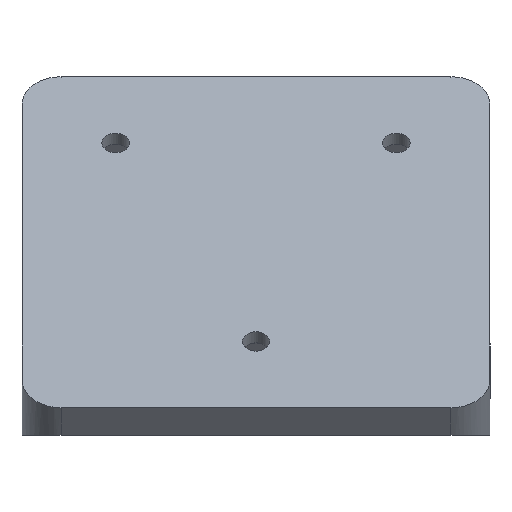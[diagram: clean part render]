
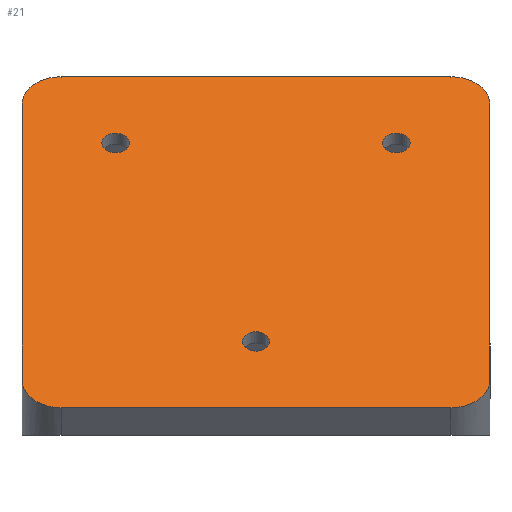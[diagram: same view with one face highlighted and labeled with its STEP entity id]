
A CAD part, left-side view. The second image highlights one B-rep face of the part: STEP entity #21.
In plain terms, the highlighted planar face has unit normal (-0.707, 0, 0.707).
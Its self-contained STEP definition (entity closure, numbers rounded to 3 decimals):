
#14=FACE_BOUND('',#116,.T.);
#15=FACE_BOUND('',#117,.T.);
#16=FACE_BOUND('',#118,.T.);
#21=ADVANCED_FACE('',(#68,#14,#15,#16),#792,.T.);
#68=FACE_OUTER_BOUND('',#115,.T.);
#115=EDGE_LOOP('',(#175,#176,#177,#178,#179,#180,#181,#182));
#116=EDGE_LOOP('',(#183,#184));
#117=EDGE_LOOP('',(#185,#186));
#118=EDGE_LOOP('',(#187,#188));
#175=ORIENTED_EDGE('',*,*,#425,.F.);
#176=ORIENTED_EDGE('',*,*,#416,.T.);
#177=ORIENTED_EDGE('',*,*,#424,.F.);
#178=ORIENTED_EDGE('',*,*,#415,.F.);
#179=ORIENTED_EDGE('',*,*,#422,.F.);
#180=ORIENTED_EDGE('',*,*,#414,.F.);
#181=ORIENTED_EDGE('',*,*,#423,.F.);
#182=ORIENTED_EDGE('',*,*,#417,.F.);
#183=ORIENTED_EDGE('',*,*,#516,.F.);
#184=ORIENTED_EDGE('',*,*,#494,.F.);
#185=ORIENTED_EDGE('',*,*,#519,.F.);
#186=ORIENTED_EDGE('',*,*,#498,.F.);
#187=ORIENTED_EDGE('',*,*,#522,.F.);
#188=ORIENTED_EDGE('',*,*,#502,.F.);
#414=EDGE_CURVE('',#691,#690,#643,.T.);
#415=EDGE_CURVE('',#693,#692,#644,.T.);
#416=EDGE_CURVE('',#695,#694,#645,.T.);
#417=EDGE_CURVE('',#697,#696,#646,.T.);
#422=EDGE_CURVE('',#690,#693,#552,.T.);
#423=EDGE_CURVE('',#696,#691,#553,.T.);
#424=EDGE_CURVE('',#692,#694,#554,.T.);
#425=EDGE_CURVE('',#695,#697,#555,.T.);
#494=EDGE_CURVE('',#737,#753,#572,.T.);
#498=EDGE_CURVE('',#740,#755,#575,.T.);
#502=EDGE_CURVE('',#743,#757,#578,.T.);
#516=EDGE_CURVE('',#753,#737,#587,.T.);
#519=EDGE_CURVE('',#755,#740,#589,.T.);
#522=EDGE_CURVE('',#757,#743,#591,.T.);
#552=TRIMMED_CURVE($,#593,(#1410),(#1411),.T.,.CARTESIAN.);
#553=TRIMMED_CURVE($,#594,(#1413),(#1414),.T.,.CARTESIAN.);
#554=TRIMMED_CURVE($,#595,(#1416),(#1417),.T.,.CARTESIAN.);
#555=TRIMMED_CURVE($,#596,(#1419),(#1420),.T.,.CARTESIAN.);
#572=TRIMMED_CURVE($,#613,(#1649),(#1650),.T.,.CARTESIAN.);
#575=TRIMMED_CURVE($,#616,(#1660),(#1661),.T.,.CARTESIAN.);
#578=TRIMMED_CURVE($,#619,(#1671),(#1672),.T.,.CARTESIAN.);
#587=TRIMMED_CURVE($,#628,(#1708),(#1709),.T.,.CARTESIAN.);
#589=TRIMMED_CURVE($,#630,(#1716),(#1717),.T.,.CARTESIAN.);
#591=TRIMMED_CURVE($,#632,(#1724),(#1725),.T.,.CARTESIAN.);
#593=CIRCLE('',#926,5.);
#594=CIRCLE('',#927,5.);
#595=CIRCLE('',#928,5.);
#596=CIRCLE('',#929,5.);
#613=CIRCLE('',#946,1.75);
#616=CIRCLE('',#949,1.75);
#619=CIRCLE('',#952,1.75);
#628=CIRCLE('',#961,1.75);
#630=CIRCLE('',#963,1.75);
#632=CIRCLE('',#965,1.75);
#643=B_SPLINE_CURVE_WITH_KNOTS('',1,(#1393,#1394),.UNSPECIFIED.,.F.,.F.,
(2,2),(5.,55.),.UNSPECIFIED.);
#644=B_SPLINE_CURVE_WITH_KNOTS('',1,(#1395,#1396),.UNSPECIFIED.,.F.,.F.,
(2,2),(65.,115.),.UNSPECIFIED.);
#645=B_SPLINE_CURVE_WITH_KNOTS('',1,(#1397,#1398),.UNSPECIFIED.,.F.,.F.,
(2,2),(5.,55.),.UNSPECIFIED.);
#646=B_SPLINE_CURVE_WITH_KNOTS('',1,(#1399,#1400),.UNSPECIFIED.,.F.,.F.,
(2,2),(215.,265.),.UNSPECIFIED.);
#690=VERTEX_POINT('',#1307);
#691=VERTEX_POINT('',#1308);
#692=VERTEX_POINT('',#1309);
#693=VERTEX_POINT('',#1310);
#694=VERTEX_POINT('',#1311);
#695=VERTEX_POINT('',#1312);
#696=VERTEX_POINT('',#1313);
#697=VERTEX_POINT('',#1314);
#737=VERTEX_POINT('',#1354);
#740=VERTEX_POINT('',#1357);
#743=VERTEX_POINT('',#1360);
#753=VERTEX_POINT('',#1370);
#755=VERTEX_POINT('',#1372);
#757=VERTEX_POINT('',#1374);
#792=PLANE('',#894);
#894=AXIS2_PLACEMENT_3D('',#1089,#971,$);
#926=AXIS2_PLACEMENT_3D($,#1409,#1003,#1004);
#927=AXIS2_PLACEMENT_3D($,#1412,#1005,#1006);
#928=AXIS2_PLACEMENT_3D($,#1415,#1007,#1008);
#929=AXIS2_PLACEMENT_3D($,#1418,#1009,#1010);
#946=AXIS2_PLACEMENT_3D($,#1648,#1043,#1044);
#949=AXIS2_PLACEMENT_3D($,#1659,#1049,#1050);
#952=AXIS2_PLACEMENT_3D($,#1670,#1055,#1056);
#961=AXIS2_PLACEMENT_3D($,#1707,#1073,#1074);
#963=AXIS2_PLACEMENT_3D($,#1715,#1077,#1078);
#965=AXIS2_PLACEMENT_3D($,#1723,#1081,#1082);
#971=DIRECTION('',(-0.707,0.,0.707));
#1003=DIRECTION('',(0.707,0.,-0.707));
#1004=DIRECTION('',(-0.707,0.,-0.707));
#1005=DIRECTION('',(0.707,0.,-0.707));
#1006=DIRECTION('',(0.,-1.,0.));
#1007=DIRECTION('',(0.707,0.,-0.707));
#1008=DIRECTION('',(0.,1.,0.));
#1009=DIRECTION('',(0.707,0.,-0.707));
#1010=DIRECTION('',(0.707,0.,0.707));
#1043=DIRECTION('',(-0.707,0.,0.707));
#1044=DIRECTION('',(0.,1.,0.));
#1049=DIRECTION('',(-0.707,0.,0.707));
#1050=DIRECTION('',(0.,1.,0.));
#1055=DIRECTION('',(-0.707,0.,0.707));
#1056=DIRECTION('',(0.,1.,0.));
#1073=DIRECTION('',(-0.707,0.,0.707));
#1074=DIRECTION('',(0.,-1.,0.));
#1077=DIRECTION('',(-0.707,0.,0.707));
#1078=DIRECTION('',(0.,-1.,0.));
#1081=DIRECTION('',(-0.707,0.,0.707));
#1082=DIRECTION('',(0.,-1.,0.));
#1089=CARTESIAN_POINT('',(53.033,0.,53.033));
#1307=CARTESIAN_POINT('',(0.,55.,0.));
#1308=CARTESIAN_POINT('',(0.,5.,0.));
#1309=CARTESIAN_POINT('',(38.891,60.,38.891));
#1310=CARTESIAN_POINT('',(3.536,60.,3.536));
#1311=CARTESIAN_POINT('',(42.426,55.,42.426));
#1312=CARTESIAN_POINT('',(42.426,5.,42.426));
#1313=CARTESIAN_POINT('',(3.536,0.,3.536));
#1314=CARTESIAN_POINT('',(38.891,0.,38.891));
#1354=CARTESIAN_POINT('',(8.485,31.75,8.485));
#1357=CARTESIAN_POINT('',(33.941,49.75,33.941));
#1360=CARTESIAN_POINT('',(33.941,13.75,33.941));
#1370=CARTESIAN_POINT('',(8.485,28.25,8.485));
#1372=CARTESIAN_POINT('',(33.941,46.25,33.941));
#1374=CARTESIAN_POINT('',(33.941,10.25,33.941));
#1393=CARTESIAN_POINT('',(0.,5.,0.));
#1394=CARTESIAN_POINT('',(0.,55.,0.));
#1395=CARTESIAN_POINT('',(3.536,60.,3.536));
#1396=CARTESIAN_POINT('',(38.891,60.,38.891));
#1397=CARTESIAN_POINT('',(42.426,5.,42.426));
#1398=CARTESIAN_POINT('',(42.426,55.,42.426));
#1399=CARTESIAN_POINT('',(38.891,0.,38.891));
#1400=CARTESIAN_POINT('',(3.536,0.,3.536));
#1409=CARTESIAN_POINT('',(3.536,55.,3.536));
#1410=CARTESIAN_POINT('',(0.,55.,0.));
#1411=CARTESIAN_POINT('',(3.536,60.,3.536));
#1412=CARTESIAN_POINT('',(3.536,5.,3.536));
#1413=CARTESIAN_POINT('',(3.536,0.,3.536));
#1414=CARTESIAN_POINT('',(0.,5.,0.));
#1415=CARTESIAN_POINT('',(38.891,55.,38.891));
#1416=CARTESIAN_POINT('',(38.891,60.,38.891));
#1417=CARTESIAN_POINT('',(42.426,55.,42.426));
#1418=CARTESIAN_POINT('',(38.891,5.,38.891));
#1419=CARTESIAN_POINT('',(42.426,5.,42.426));
#1420=CARTESIAN_POINT('',(38.891,0.,38.891));
#1648=CARTESIAN_POINT('',(8.485,30.,8.485));
#1649=CARTESIAN_POINT('',(8.485,31.75,8.485));
#1650=CARTESIAN_POINT('',(8.485,28.25,8.485));
#1659=CARTESIAN_POINT('',(33.941,48.,33.941));
#1660=CARTESIAN_POINT('',(33.941,49.75,33.941));
#1661=CARTESIAN_POINT('',(33.941,46.25,33.941));
#1670=CARTESIAN_POINT('',(33.941,12.,33.941));
#1671=CARTESIAN_POINT('',(33.941,13.75,33.941));
#1672=CARTESIAN_POINT('',(33.941,10.25,33.941));
#1707=CARTESIAN_POINT('',(8.485,30.,8.485));
#1708=CARTESIAN_POINT('',(8.485,28.25,8.485));
#1709=CARTESIAN_POINT('',(8.485,31.75,8.485));
#1715=CARTESIAN_POINT('',(33.941,48.,33.941));
#1716=CARTESIAN_POINT('',(33.941,46.25,33.941));
#1717=CARTESIAN_POINT('',(33.941,49.75,33.941));
#1723=CARTESIAN_POINT('',(33.941,12.,33.941));
#1724=CARTESIAN_POINT('',(33.941,10.25,33.941));
#1725=CARTESIAN_POINT('',(33.941,13.75,33.941));
